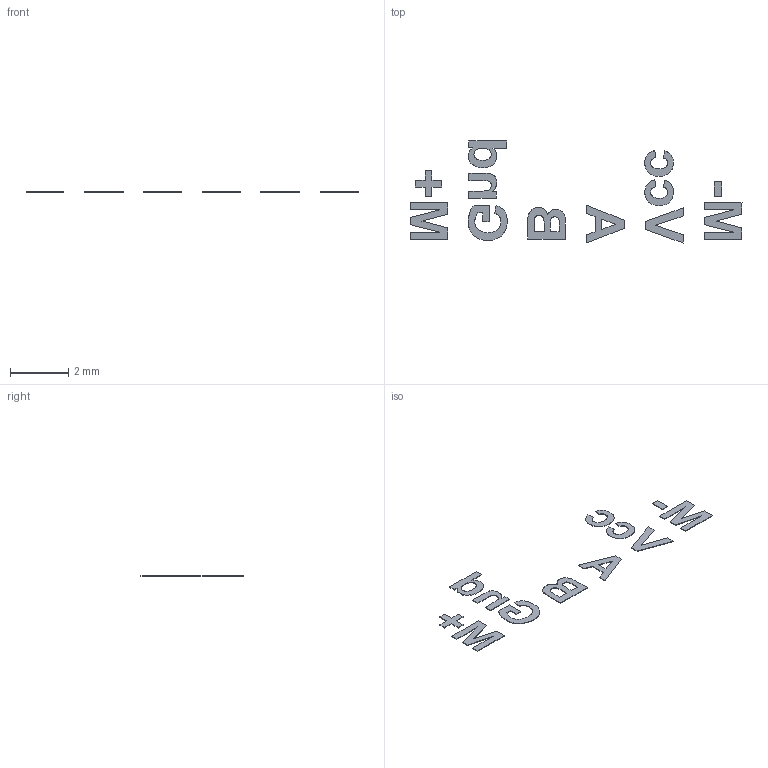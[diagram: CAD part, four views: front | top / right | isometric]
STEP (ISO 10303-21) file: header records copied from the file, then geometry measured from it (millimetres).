
FILE_DESCRIPTION(/* description */ (''),/* implementation_level */ '2;1');
FILE_NAME(/* name */ 'Text.step',/* time_stamp */ '2025-04-03T01:46:54+02:00',/* author */ ('rocke'),/* organization */ (''),/* preprocessor_version */ 'ST-DEVELOPER v18.1',/* originating_system */ 'Autodesk Inventor 2021',/* authorisation */ '');
FILE_SCHEMA (('AUTOMOTIVE_DESIGN { 1 0 10303 214 3 1 1 }'));
Length unit declared in the file: millimetre
Products named in the file (1): Text
Bounding box: 11.44 x 3.52 x 0.02 mm (x, y, z)
Volume: 0.2 mm3; surface area: 17.8 mm2
Topology: 12 solids, 12 shells, 216 faces, 576 edges, 384 vertices
Faces by surface type: plane 116, bspline 100
Entity records: 7635 total; most frequent: CARTESIAN_POINT 2877, ORIENTED_EDGE 1152, DIRECTION 610, EDGE_CURVE 576, VERTEX_POINT 384, LINE 376, VECTOR 376, EDGE_LOOP 224
